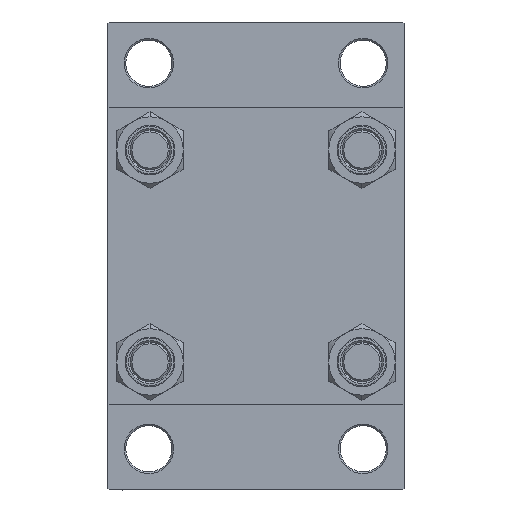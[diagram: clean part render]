
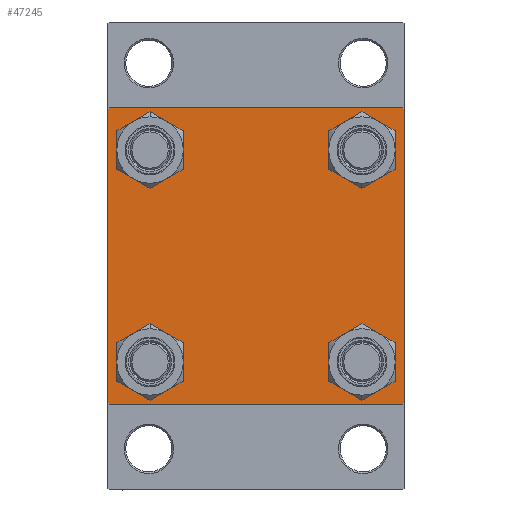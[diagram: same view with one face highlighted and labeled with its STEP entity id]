
A CAD part, left-side view. The second image highlights one B-rep face of the part: STEP entity #47245.
In plain terms, the highlighted planar face has unit normal (-1, 0, 0).
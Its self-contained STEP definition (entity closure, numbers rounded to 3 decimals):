
#1450 = DIRECTION ( 'NONE',  ( 0., 0., 1. ) ) ;
#2092 = VECTOR ( 'NONE', #35647, 1000. ) ;
#2769 = VECTOR ( 'NONE', #37056, 1000. ) ;
#2888 = CIRCLE ( 'NONE', #41788, 6.5 ) ;
#3161 = CARTESIAN_POINT ( 'NONE',  ( 0., 44.5, -45. ) ) ;
#3171 = ORIENTED_EDGE ( 'NONE', *, *, #9122, .T. ) ;
#3280 = CARTESIAN_POINT ( 'NONE',  ( 0., 32.15, -32.15 ) ) ;
#3730 = CARTESIAN_POINT ( 'NONE',  ( 0., -32.15, 38.65 ) ) ;
#3889 = CARTESIAN_POINT ( 'NONE',  ( 0., -45., -44.5 ) ) ;
#4438 = VECTOR ( 'NONE', #6912, 1000. ) ;
#5075 = LINE ( 'NONE', #44723, #2769 ) ;
#5132 = CARTESIAN_POINT ( 'NONE',  ( 0., 44.75, -44.75 ) ) ;
#5424 = CARTESIAN_POINT ( 'NONE',  ( 0., 32.15, 25.65 ) ) ;
#5717 = EDGE_CURVE ( 'NONE', #35969, #31416, #23187, .T. ) ;
#6097 = EDGE_CURVE ( 'NONE', #13751, #23742, #40228, .T. ) ;
#6168 = EDGE_LOOP ( 'NONE', ( #21490, #30914 ) ) ;
#6250 = AXIS2_PLACEMENT_3D ( 'NONE', #26913, #22616, #41472 ) ;
#6912 = DIRECTION ( 'NONE',  ( 0., 0.707, -0.707 ) ) ;
#7363 = EDGE_LOOP ( 'NONE', ( #11620, #40997 ) ) ;
#7774 = DIRECTION ( 'NONE',  ( 0., 0., 1. ) ) ;
#7896 = EDGE_CURVE ( 'NONE', #23742, #13751, #2888, .T. ) ;
#8354 = CIRCLE ( 'NONE', #17517, 6.5 ) ;
#8533 = ORIENTED_EDGE ( 'NONE', *, *, #26835, .T. ) ;
#9033 = VECTOR ( 'NONE', #12701, 1000. ) ;
#9122 = EDGE_CURVE ( 'NONE', #21927, #9645, #12946, .T. ) ;
#9404 = ORIENTED_EDGE ( 'NONE', *, *, #30984, .T. ) ;
#9645 = VERTEX_POINT ( 'NONE', #17147 ) ;
#9795 = LINE ( 'NONE', #14305, #4438 ) ;
#10085 = ORIENTED_EDGE ( 'NONE', *, *, #12158, .T. ) ;
#10193 = LINE ( 'NONE', #39781, #27055 ) ;
#10308 = CARTESIAN_POINT ( 'NONE',  ( 0., -32.15, -25.65 ) ) ;
#10444 = CARTESIAN_POINT ( 'NONE',  ( 0., 32.15, 32.15 ) ) ;
#10579 = ORIENTED_EDGE ( 'NONE', *, *, #35849, .T. ) ;
#10992 = CARTESIAN_POINT ( 'NONE',  ( 0., -45., 44.5 ) ) ;
#11382 = DIRECTION ( 'NONE',  ( 1., 0., 0. ) ) ;
#11616 = ORIENTED_EDGE ( 'NONE', *, *, #42918, .T. ) ;
#11620 = ORIENTED_EDGE ( 'NONE', *, *, #46557, .T. ) ;
#12139 = ORIENTED_EDGE ( 'NONE', *, *, #19514, .F. ) ;
#12158 = EDGE_CURVE ( 'NONE', #29158, #34117, #42085, .T. ) ;
#12418 = CARTESIAN_POINT ( 'NONE',  ( 0., -32.15, 32.15 ) ) ;
#12701 = DIRECTION ( 'NONE',  ( 0., -1., 0. ) ) ;
#12912 = FACE_OUTER_BOUND ( 'NONE', #29425, .T. ) ;
#12946 = LINE ( 'NONE', #42070, #9033 ) ;
#13457 = CIRCLE ( 'NONE', #34025, 6.5 ) ;
#13751 = VERTEX_POINT ( 'NONE', #10308 ) ;
#13861 = CARTESIAN_POINT ( 'NONE',  ( 0., 32.15, -25.65 ) ) ;
#13997 = CARTESIAN_POINT ( 'NONE',  ( 0., 45., 44.5 ) ) ;
#14305 = CARTESIAN_POINT ( 'NONE',  ( 0., 44.75, 44.75 ) ) ;
#15138 = ORIENTED_EDGE ( 'NONE', *, *, #5717, .F. ) ;
#15276 = DIRECTION ( 'NONE',  ( 0., 0., -1. ) ) ;
#15507 = CARTESIAN_POINT ( 'NONE',  ( 0., 45., -44.5 ) ) ;
#15615 = VERTEX_POINT ( 'NONE', #3889 ) ;
#15642 = DIRECTION ( 'NONE',  ( 1., 0., 0. ) ) ;
#15998 = DIRECTION ( 'NONE',  ( 0., 0., 1. ) ) ;
#16480 = FACE_BOUND ( 'NONE', #7363, .T. ) ;
#16900 = ORIENTED_EDGE ( 'NONE', *, *, #33618, .T. ) ;
#17147 = CARTESIAN_POINT ( 'NONE',  ( 0., -44.5, -45. ) ) ;
#17346 = AXIS2_PLACEMENT_3D ( 'NONE', #10444, #28367, #39086 ) ;
#17517 = AXIS2_PLACEMENT_3D ( 'NONE', #37593, #15642, #19221 ) ;
#18077 = ORIENTED_EDGE ( 'NONE', *, *, #38567, .T. ) ;
#18117 = VECTOR ( 'NONE', #33767, 1000. ) ;
#18277 = DIRECTION ( 'NONE',  ( 1., 0., 0. ) ) ;
#18344 = CARTESIAN_POINT ( 'NONE',  ( 0., 44.5, 45. ) ) ;
#19221 = DIRECTION ( 'NONE',  ( 0., 0., 1. ) ) ;
#19514 = EDGE_CURVE ( 'NONE', #20253, #15615, #41301, .T. ) ;
#20028 = EDGE_LOOP ( 'NONE', ( #18077, #34586 ) ) ;
#20253 = VERTEX_POINT ( 'NONE', #10992 ) ;
#20851 = CARTESIAN_POINT ( 'NONE',  ( 0., -44.75, -44.75 ) ) ;
#21186 = DIRECTION ( 'NONE',  ( 0., 0.707, 0.707 ) ) ;
#21490 = ORIENTED_EDGE ( 'NONE', *, *, #6097, .T. ) ;
#21927 = VERTEX_POINT ( 'NONE', #3161 ) ;
#22590 = CIRCLE ( 'NONE', #27961, 6.5 ) ;
#22616 = DIRECTION ( 'NONE',  ( 1., 0., 0. ) ) ;
#22751 = EDGE_CURVE ( 'NONE', #34117, #29158, #45311, .T. ) ;
#22935 = CARTESIAN_POINT ( 'NONE',  ( 0., 0., 0. ) ) ;
#23162 = DIRECTION ( 'NONE',  ( 1., 0., 0. ) ) ;
#23168 = FACE_BOUND ( 'NONE', #45176, .T. ) ;
#23187 = LINE ( 'NONE', #45644, #31781 ) ;
#23742 = VERTEX_POINT ( 'NONE', #24012 ) ;
#23974 = AXIS2_PLACEMENT_3D ( 'NONE', #3280, #11382, #32168 ) ;
#24012 = CARTESIAN_POINT ( 'NONE',  ( 0., -32.15, -38.65 ) ) ;
#25182 = CARTESIAN_POINT ( 'NONE',  ( 0., -32.15, -32.15 ) ) ;
#26835 = EDGE_CURVE ( 'NONE', #45593, #45041, #5075, .T. ) ;
#26913 = CARTESIAN_POINT ( 'NONE',  ( 0., 32.15, -32.15 ) ) ;
#27055 = VECTOR ( 'NONE', #21186, 1000. ) ;
#27961 = AXIS2_PLACEMENT_3D ( 'NONE', #12418, #23162, #15998 ) ;
#28310 = EDGE_CURVE ( 'NONE', #35339, #46577, #22590, .T. ) ;
#28367 = DIRECTION ( 'NONE',  ( 1., 0., 0. ) ) ;
#29158 = VERTEX_POINT ( 'NONE', #13861 ) ;
#29263 = CARTESIAN_POINT ( 'NONE',  ( 0., 32.15, 32.15 ) ) ;
#29375 = CARTESIAN_POINT ( 'NONE',  ( 0., -45., 45. ) ) ;
#29425 = EDGE_LOOP ( 'NONE', ( #8533, #9404, #3171, #16900, #12139, #11616, #15138, #10579 ) ) ;
#29623 = CARTESIAN_POINT ( 'NONE',  ( 0., 32.15, 38.65 ) ) ;
#30577 = FACE_BOUND ( 'NONE', #6168, .T. ) ;
#30914 = ORIENTED_EDGE ( 'NONE', *, *, #7896, .T. ) ;
#30984 = EDGE_CURVE ( 'NONE', #45041, #21927, #41414, .T. ) ;
#31416 = VERTEX_POINT ( 'NONE', #37640 ) ;
#31639 = DIRECTION ( 'NONE',  ( 0., 0., 1. ) ) ;
#31781 = VECTOR ( 'NONE', #41575, 1000. ) ;
#32168 = DIRECTION ( 'NONE',  ( 0., 0., 1. ) ) ;
#33007 = EDGE_CURVE ( 'NONE', #34180, #44893, #40969, .T. ) ;
#33618 = EDGE_CURVE ( 'NONE', #9645, #15615, #38985, .T. ) ;
#33767 = DIRECTION ( 'NONE',  ( 0., -0.707, -0.707 ) ) ;
#34025 = AXIS2_PLACEMENT_3D ( 'NONE', #29263, #18277, #7774 ) ;
#34117 = VERTEX_POINT ( 'NONE', #46799 ) ;
#34180 = VERTEX_POINT ( 'NONE', #5424 ) ;
#34384 = FACE_BOUND ( 'NONE', #20028, .T. ) ;
#34586 = ORIENTED_EDGE ( 'NONE', *, *, #28310, .T. ) ;
#34620 = PLANE ( 'NONE',  #42468 ) ;
#34828 = DIRECTION ( 'NONE',  ( 0., 0., 1. ) ) ;
#34890 = AXIS2_PLACEMENT_3D ( 'NONE', #42004, #37930, #34828 ) ;
#35339 = VERTEX_POINT ( 'NONE', #35689 ) ;
#35647 = DIRECTION ( 'NONE',  ( 0., -0.707, 0.707 ) ) ;
#35689 = CARTESIAN_POINT ( 'NONE',  ( 0., -32.15, 25.65 ) ) ;
#35849 = EDGE_CURVE ( 'NONE', #35969, #45593, #9795, .T. ) ;
#35969 = VERTEX_POINT ( 'NONE', #18344 ) ;
#37056 = DIRECTION ( 'NONE',  ( 0., 0., -1. ) ) ;
#37593 = CARTESIAN_POINT ( 'NONE',  ( 0., -32.15, 32.15 ) ) ;
#37640 = CARTESIAN_POINT ( 'NONE',  ( 0., -44.5, 45. ) ) ;
#37930 = DIRECTION ( 'NONE',  ( 1., 0., 0. ) ) ;
#38567 = EDGE_CURVE ( 'NONE', #46577, #35339, #8354, .T. ) ;
#38707 = ORIENTED_EDGE ( 'NONE', *, *, #22751, .T. ) ;
#38985 = LINE ( 'NONE', #20851, #2092 ) ;
#39086 = DIRECTION ( 'NONE',  ( 0., 0., 1. ) ) ;
#39736 = DIRECTION ( 'NONE',  ( 1., 0., 0. ) ) ;
#39781 = CARTESIAN_POINT ( 'NONE',  ( 0., -44.75, 44.75 ) ) ;
#40228 = CIRCLE ( 'NONE', #34890, 6.5 ) ;
#40969 = CIRCLE ( 'NONE', #17346, 6.5 ) ;
#40997 = ORIENTED_EDGE ( 'NONE', *, *, #33007, .T. ) ;
#41301 = LINE ( 'NONE', #29375, #46722 ) ;
#41315 = DIRECTION ( 'NONE',  ( -1., 0., 0. ) ) ;
#41414 = LINE ( 'NONE', #5132, #18117 ) ;
#41472 = DIRECTION ( 'NONE',  ( 0., 0., 1. ) ) ;
#41575 = DIRECTION ( 'NONE',  ( 0., -1., 0. ) ) ;
#41788 = AXIS2_PLACEMENT_3D ( 'NONE', #25182, #39736, #31639 ) ;
#42004 = CARTESIAN_POINT ( 'NONE',  ( 0., -32.15, -32.15 ) ) ;
#42070 = CARTESIAN_POINT ( 'NONE',  ( 0., 45., -45. ) ) ;
#42085 = CIRCLE ( 'NONE', #6250, 6.5 ) ;
#42468 = AXIS2_PLACEMENT_3D ( 'NONE', #22935, #41315, #1450 ) ;
#42918 = EDGE_CURVE ( 'NONE', #20253, #31416, #10193, .T. ) ;
#44723 = CARTESIAN_POINT ( 'NONE',  ( 0., 45., 45. ) ) ;
#44893 = VERTEX_POINT ( 'NONE', #29623 ) ;
#45041 = VERTEX_POINT ( 'NONE', #15507 ) ;
#45176 = EDGE_LOOP ( 'NONE', ( #10085, #38707 ) ) ;
#45311 = CIRCLE ( 'NONE', #23974, 6.5 ) ;
#45593 = VERTEX_POINT ( 'NONE', #13997 ) ;
#45644 = CARTESIAN_POINT ( 'NONE',  ( 0., 45., 45. ) ) ;
#46557 = EDGE_CURVE ( 'NONE', #44893, #34180, #13457, .T. ) ;
#46577 = VERTEX_POINT ( 'NONE', #3730 ) ;
#46722 = VECTOR ( 'NONE', #15276, 1000. ) ;
#46799 = CARTESIAN_POINT ( 'NONE',  ( 0., 32.15, -38.65 ) ) ;
#47245 = ADVANCED_FACE ( 'NONE', ( #34384, #30577, #23168, #16480, #12912 ), #34620, .T. ) ;
